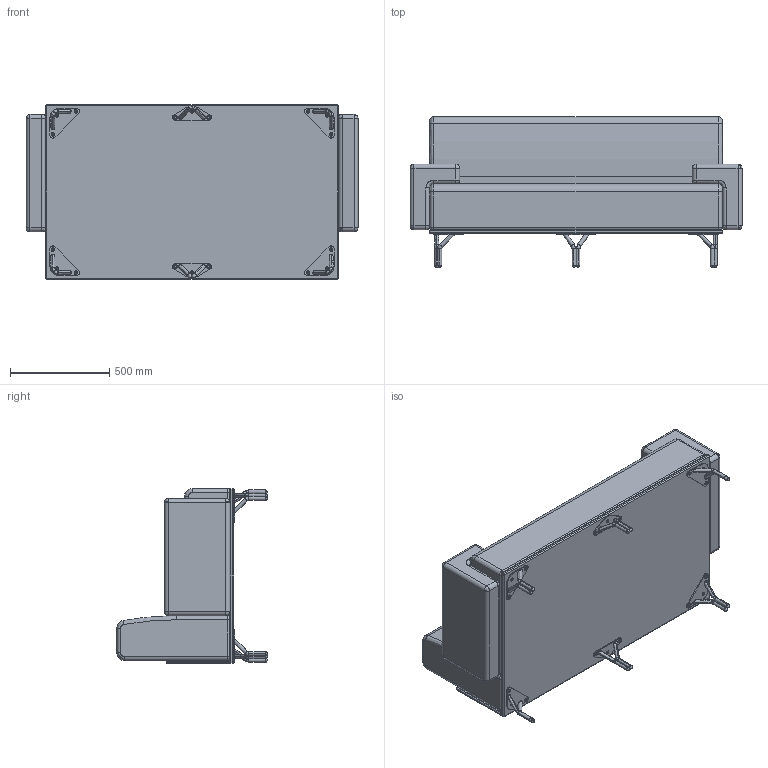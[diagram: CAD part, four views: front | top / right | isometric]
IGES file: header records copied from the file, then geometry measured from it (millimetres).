
Start section: SolidWorks IGES file using analytic representation for surfaces
Global section: file name: SUMMIT 2P SMALL.IGS; native system: SolidWorks 2016; preprocessor: SolidWorks 2016; author: serena.trevisiol; date: 170330.141321; units: millimetre
Bounding box: 1670 x 757.99 x 880 mm (x, y, z)
Surface area: 10779877.1 mm2 (no closed solid volume)
Topology: 0 solids, 0 shells, 794 faces, 12471 edges, 12407 vertices
Faces by surface type: revolution 426, bspline 368
